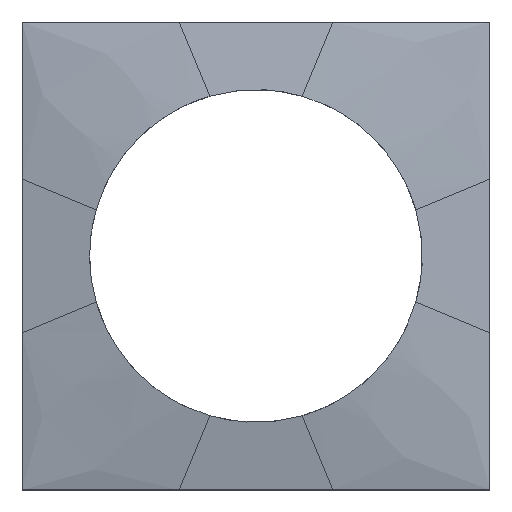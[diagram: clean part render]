
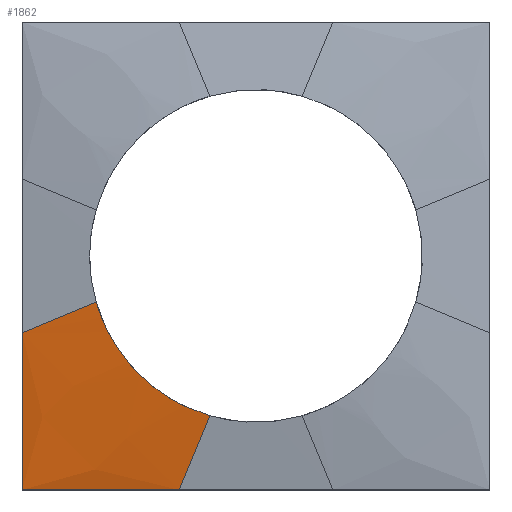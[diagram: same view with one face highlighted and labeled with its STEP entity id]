
A CAD part, top view. The second image highlights one B-rep face of the part: STEP entity #1862.
In plain terms, the highlighted free-form (B-spline) face has degree [3, 3] with [4, 15] control points.
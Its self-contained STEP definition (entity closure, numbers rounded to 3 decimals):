
#280 = VERTEX_POINT('',#281);
#281 = CARTESIAN_POINT('',(35.008,13.795,
    10.18));
#312 = EDGE_CURVE('',#280,#313,#315,.T.);
#313 = VERTEX_POINT('',#314);
#314 = CARTESIAN_POINT('',(13.795,35.008,10.18
    ));
#315 = B_SPLINE_CURVE_WITH_KNOTS('',3,(#316,#317,#318,#319,#320,#321,
    #322,#323),.UNSPECIFIED.,.F.,.F.,(4,2,2,4),(-2.145,
    -1.52,-0.831,0.),.UNSPECIFIED.);
#316 = CARTESIAN_POINT('',(35.008,13.795,
    10.18));
#317 = CARTESIAN_POINT('',(32.078,14.637,
    10.304));
#318 = CARTESIAN_POINT('',(29.287,15.907,
    10.405));
#319 = CARTESIAN_POINT('',(23.906,19.391,
    10.532));
#320 = CARTESIAN_POINT('',(21.402,21.664,
    10.549));
#321 = CARTESIAN_POINT('',(16.788,27.471,
    10.467));
#322 = CARTESIAN_POINT('',(14.914,31.112,
    10.344));
#323 = CARTESIAN_POINT('',(13.795,35.008,
    10.18));
#1159 = VERTEX_POINT('',#1160);
#1160 = CARTESIAN_POINT('',(29.26,0.,
    7.76));
#1165 = EDGE_CURVE('',#1159,#280,#1166,.T.);
#1166 = B_SPLINE_CURVE_WITH_KNOTS('',3,(#1167,#1168,#1169,#1170,#1171,
    #1172,#1173),.UNSPECIFIED.,.F.,.F.,(4,2,1,4),(0.,0.
    ,0.224,0.559),.UNSPECIFIED.);
#1167 = CARTESIAN_POINT('',(29.255,0.002,
    7.76));
#1168 = CARTESIAN_POINT('',(29.257,0.005,
    7.761));
#1169 = CARTESIAN_POINT('',(29.258,0.008,
    7.762));
#1170 = CARTESIAN_POINT('',(30.024,1.743,
    8.115));
#1171 = CARTESIAN_POINT('',(31.937,6.171,8.971
    ));
#1172 = CARTESIAN_POINT('',(33.856,10.811,9.744
    ));
#1173 = CARTESIAN_POINT('',(35.008,13.795,
    10.18));
#1862 = ADVANCED_FACE('',(#1863),#1897,.F.);
#1863 = FACE_BOUND('',#1864,.F.);
#1864 = EDGE_LOOP('',(#1865,#1866,#1875,#1886,#1896));
#1865 = ORIENTED_EDGE('',*,*,#1165,.F.);
#1866 = ORIENTED_EDGE('',*,*,#1867,.F.);
#1867 = EDGE_CURVE('',#1868,#1159,#1870,.T.);
#1868 = VERTEX_POINT('',#1869);
#1869 = CARTESIAN_POINT('',(0.,0.,6.26));
#1870 = B_SPLINE_CURVE_WITH_KNOTS('',3,(#1871,#1872,#1873,#1874),
  .UNSPECIFIED.,.F.,.F.,(4,4),(0.05,2.051),
  .PIECEWISE_BEZIER_KNOTS.);
#1871 = CARTESIAN_POINT('',(0.,0.,
    6.26));
#1872 = CARTESIAN_POINT('',(9.716,0.,
    7.251));
#1873 = CARTESIAN_POINT('',(19.495,0.,
    7.76));
#1874 = CARTESIAN_POINT('',(29.26,0.,
    7.76));
#1875 = ORIENTED_EDGE('',*,*,#1876,.F.);
#1876 = EDGE_CURVE('',#1877,#1868,#1879,.T.);
#1877 = VERTEX_POINT('',#1878);
#1878 = CARTESIAN_POINT('',(0.,29.26,
    7.76));
#1879 = B_SPLINE_CURVE_WITH_KNOTS('',3,(#1880,#1881,#1882,#1883,#1884,
    #1885),.UNSPECIFIED.,.F.,.F.,(4,2,4),(0.,0.032,
    2.001),.UNSPECIFIED.);
#1880 = CARTESIAN_POINT('',(0.,29.26,7.76));
#1881 = CARTESIAN_POINT('',(0.,29.104,7.76));
#1882 = CARTESIAN_POINT('',(0.,28.949,
    7.76));
#1883 = CARTESIAN_POINT('',(0.,19.184,
    7.744));
#1884 = CARTESIAN_POINT('',(0.,9.562,
    7.235));
#1885 = CARTESIAN_POINT('',(0.,0.,
    6.26));
#1886 = ORIENTED_EDGE('',*,*,#1887,.F.);
#1887 = EDGE_CURVE('',#313,#1877,#1888,.T.);
#1888 = B_SPLINE_CURVE_WITH_KNOTS('',3,(#1889,#1890,#1891,#1892,#1893,
    #1894,#1895),.UNSPECIFIED.,.F.,.F.,(4,1,2,4),(-0.559,
    -0.224,0.,0.),.UNSPECIFIED.);
#1889 = CARTESIAN_POINT('',(13.795,35.008,
    10.18));
#1890 = CARTESIAN_POINT('',(10.811,33.856,
    9.744));
#1891 = CARTESIAN_POINT('',(6.171,31.937,8.971)
  );
#1892 = CARTESIAN_POINT('',(1.743,30.024,
    8.115));
#1893 = CARTESIAN_POINT('',(0.008,29.258,
    7.762));
#1894 = CARTESIAN_POINT('',(0.005,29.257,
    7.761));
#1895 = CARTESIAN_POINT('',(0.002,29.255,
    7.76));
#1896 = ORIENTED_EDGE('',*,*,#312,.F.);
#1897 = B_SPLINE_SURFACE_WITH_KNOTS('',3,3,(
    (#1898,#1899,#1900,#1901,#1902,#1903,#1904,#1905,#1906,#1907,#1908
      ,#1909,#1910,#1911,#1912)
    ,(#1913,#1914,#1915,#1916,#1917,#1918,#1919,#1920,#1921,#1922,#1923
      ,#1924,#1925,#1926,#1927)
    ,(#1928,#1929,#1930,#1931,#1932,#1933,#1934,#1935,#1936,#1937,#1938
      ,#1939,#1940,#1941,#1942)
    ,(#1943,#1944,#1945,#1946,#1947,#1948,#1949,#1950,#1951,#1952,#1953
      ,#1954,#1955,#1956,#1957
    )),.UNSPECIFIED.,.F.,.F.,.F.,(4,4),(4,1,2,1,1,1,1,1,1,1,1,4),(0.,1.)
  ,(-0.559,-0.224,0.,0.004,
    0.009,0.018,0.035,
    0.071,0.141,0.283,0.565,
    1.413),.UNSPECIFIED.);
#1898 = CARTESIAN_POINT('',(13.795,35.008,
    10.18));
#1899 = CARTESIAN_POINT('',(10.811,33.856,
    9.744));
#1900 = CARTESIAN_POINT('',(6.171,31.937,8.971)
  );
#1901 = CARTESIAN_POINT('',(1.743,30.024,
    8.115));
#1902 = CARTESIAN_POINT('',(-0.023,29.245,
    7.755));
#1903 = CARTESIAN_POINT('',(-0.042,29.214,
    7.751));
#1904 = CARTESIAN_POINT('',(-0.108,29.154,
    7.738));
#1905 = CARTESIAN_POINT('',(-0.21,29.049,
    7.717));
#1906 = CARTESIAN_POINT('',(-0.424,28.837,
    7.673));
#1907 = CARTESIAN_POINT('',(-0.844,28.415,
    7.588));
#1908 = CARTESIAN_POINT('',(-1.69,27.57,
    7.415));
#1909 = CARTESIAN_POINT('',(-3.379,25.881,
    7.071));
#1910 = CARTESIAN_POINT('',(-7.724,21.536,
    6.184));
#1911 = CARTESIAN_POINT('',(-11.585,17.674,
    5.397));
#1912 = CARTESIAN_POINT('',(-14.482,14.778,
    4.806));
#1913 = CARTESIAN_POINT('',(20.766,27.887,
    11.201));
#1914 = CARTESIAN_POINT('',(18.367,26.111,
    10.94));
#1915 = CARTESIAN_POINT('',(14.585,23.261,
    10.464));
#1916 = CARTESIAN_POINT('',(10.934,20.478,
    9.923));
#1917 = CARTESIAN_POINT('',(9.47,19.357,
    9.692));
#1918 = CARTESIAN_POINT('',(9.447,19.33,
    9.687));
#1919 = CARTESIAN_POINT('',(9.383,19.268,
    9.674));
#1920 = CARTESIAN_POINT('',(9.28,19.164,
    9.653));
#1921 = CARTESIAN_POINT('',(9.067,18.952,
    9.609));
#1922 = CARTESIAN_POINT('',(8.646,18.53,
    9.523));
#1923 = CARTESIAN_POINT('',(7.8,17.685,
    9.351));
#1924 = CARTESIAN_POINT('',(6.112,15.996,
    9.006));
#1925 = CARTESIAN_POINT('',(1.767,11.651,
    8.12));
#1926 = CARTESIAN_POINT('',(-2.095,7.789,
    7.333));
#1927 = CARTESIAN_POINT('',(-4.991,4.893,6.742
    ));
#1928 = CARTESIAN_POINT('',(27.887,20.766,
    11.201));
#1929 = CARTESIAN_POINT('',(26.111,18.367,
    10.94));
#1930 = CARTESIAN_POINT('',(23.261,14.585,
    10.464));
#1931 = CARTESIAN_POINT('',(20.478,10.934,
    9.923));
#1932 = CARTESIAN_POINT('',(19.357,9.47,
    9.692));
#1933 = CARTESIAN_POINT('',(19.33,9.447,
    9.687));
#1934 = CARTESIAN_POINT('',(19.268,9.383,9.674)
  );
#1935 = CARTESIAN_POINT('',(19.164,9.28,
    9.653));
#1936 = CARTESIAN_POINT('',(18.952,9.067,9.609
    ));
#1937 = CARTESIAN_POINT('',(18.53,8.646,
    9.523));
#1938 = CARTESIAN_POINT('',(17.685,7.8,
    9.351));
#1939 = CARTESIAN_POINT('',(15.996,6.112,9.006)
  );
#1940 = CARTESIAN_POINT('',(11.651,1.767,
    8.12));
#1941 = CARTESIAN_POINT('',(7.789,-2.095,
    7.333));
#1942 = CARTESIAN_POINT('',(4.893,-4.991,6.742
    ));
#1943 = CARTESIAN_POINT('',(35.008,13.795,
    10.18));
#1944 = CARTESIAN_POINT('',(33.856,10.811,
    9.744));
#1945 = CARTESIAN_POINT('',(31.937,6.171,
    8.971));
#1946 = CARTESIAN_POINT('',(30.024,1.743,
    8.115));
#1947 = CARTESIAN_POINT('',(29.245,-0.023,
    7.755));
#1948 = CARTESIAN_POINT('',(29.214,-0.042,
    7.751));
#1949 = CARTESIAN_POINT('',(29.154,-0.108,
    7.738));
#1950 = CARTESIAN_POINT('',(29.049,-0.21,
    7.717));
#1951 = CARTESIAN_POINT('',(28.837,-0.424,
    7.673));
#1952 = CARTESIAN_POINT('',(28.415,-0.844,
    7.588));
#1953 = CARTESIAN_POINT('',(27.57,-1.69,
    7.415));
#1954 = CARTESIAN_POINT('',(25.881,-3.379,7.071
    ));
#1955 = CARTESIAN_POINT('',(21.536,-7.724,
    6.184));
#1956 = CARTESIAN_POINT('',(17.674,-11.585,
    5.397));
#1957 = CARTESIAN_POINT('',(14.778,-14.482,
    4.806));
